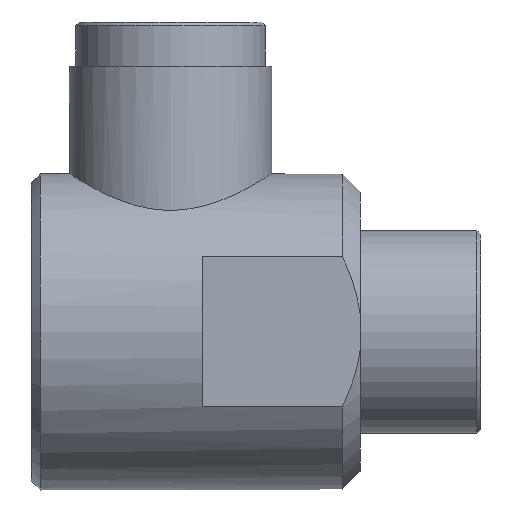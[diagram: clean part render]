
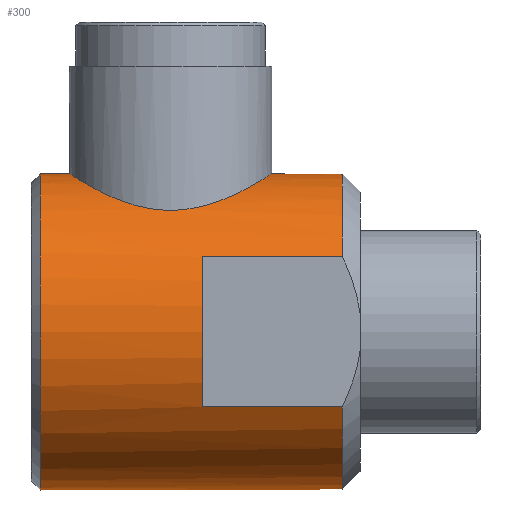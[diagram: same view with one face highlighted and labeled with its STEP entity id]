
A CAD part, left-side view. The second image highlights one B-rep face of the part: STEP entity #300.
In plain terms, the highlighted cylindrical face has radius 12.5 mm (diameter 25 mm), a full revolution.
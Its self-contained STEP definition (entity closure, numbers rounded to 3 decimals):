
#43=LINE('',#509,#51);
#44=LINE('',#514,#52);
#45=LINE('',#518,#53);
#46=LINE('',#522,#54);
#51=VECTOR('',#390,1000.);
#52=VECTOR('',#393,1000.);
#53=VECTOR('',#396,1000.);
#54=VECTOR('',#399,1000.);
#59=B_SPLINE_CURVE_WITH_KNOTS('',3,(#488,#489,#490,#491,#492,#493,#494,
#495,#496,#497,#498,#499,#500,#501,#502,#503,#504,#505,#506,#507),
 .UNSPECIFIED.,.T.,.F.,(1,1,1,1,1,1,1,1,1,1,1,1,1,1,1,1,1,1,1,1,1,1,1,1),
(-0.006,-0.003,-0.002,0.,0.003,
0.006,0.01,0.013,0.016,
0.019,0.023,0.026,0.029,
0.032,0.035,0.039,0.042,
0.045,0.048,0.05,0.051,
0.055,0.058,0.061),.UNSPECIFIED.);
#65=ORIENTED_EDGE('',*,*,#133,.F.);
#66=ORIENTED_EDGE('',*,*,#134,.F.);
#67=ORIENTED_EDGE('',*,*,#135,.F.);
#68=ORIENTED_EDGE('',*,*,#136,.T.);
#69=ORIENTED_EDGE('',*,*,#137,.F.);
#70=ORIENTED_EDGE('',*,*,#138,.T.);
#71=ORIENTED_EDGE('',*,*,#139,.F.);
#72=ORIENTED_EDGE('',*,*,#140,.T.);
#73=ORIENTED_EDGE('',*,*,#141,.F.);
#74=ORIENTED_EDGE('',*,*,#142,.T.);
#133=EDGE_CURVE('',#167,#167,#195,.T.);
#134=EDGE_CURVE('',#168,#168,#59,.T.);
#135=EDGE_CURVE('',#169,#170,#43,.T.);
#136=EDGE_CURVE('',#169,#171,#196,.T.);
#137=EDGE_CURVE('',#172,#171,#44,.F.);
#138=EDGE_CURVE('',#172,#173,#197,.T.);
#139=EDGE_CURVE('',#174,#173,#45,.T.);
#140=EDGE_CURVE('',#174,#175,#198,.T.);
#141=EDGE_CURVE('',#176,#175,#46,.F.);
#142=EDGE_CURVE('',#176,#170,#199,.T.);
#167=VERTEX_POINT('',#487);
#168=VERTEX_POINT('',#508);
#169=VERTEX_POINT('',#510);
#170=VERTEX_POINT('',#511);
#171=VERTEX_POINT('',#513);
#172=VERTEX_POINT('',#515);
#173=VERTEX_POINT('',#517);
#174=VERTEX_POINT('',#519);
#175=VERTEX_POINT('',#521);
#176=VERTEX_POINT('',#523);
#195=CIRCLE('',#340,12.5);
#196=CIRCLE('',#341,12.5);
#197=CIRCLE('',#342,12.5);
#198=CIRCLE('',#343,12.5);
#199=CIRCLE('',#344,12.5);
#215=EDGE_LOOP('',(#65));
#216=EDGE_LOOP('',(#66));
#217=EDGE_LOOP('',(#67,#68,#69,#70,#71,#72,#73,#74));
#255=FACE_BOUND('',#215,.T.);
#256=FACE_BOUND('',#216,.T.);
#257=FACE_BOUND('',#217,.T.);
#295=CYLINDRICAL_SURFACE('',#339,12.5);
#300=ADVANCED_FACE('',(#255,#256,#257),#295,.T.);
#339=AXIS2_PLACEMENT_3D('',#485,#386,#387);
#340=AXIS2_PLACEMENT_3D('',#486,#388,#389);
#341=AXIS2_PLACEMENT_3D('',#512,#391,#392);
#342=AXIS2_PLACEMENT_3D('',#516,#394,#395);
#343=AXIS2_PLACEMENT_3D('',#520,#397,#398);
#344=AXIS2_PLACEMENT_3D('',#524,#400,#401);
#386=DIRECTION('',(0.,1.,0.));
#387=DIRECTION('',(0.,0.,1.));
#388=DIRECTION('',(0.,1.,0.));
#389=DIRECTION('',(0.,0.,1.));
#390=DIRECTION('',(0.,1.,0.));
#391=DIRECTION('',(0.,1.,0.));
#392=DIRECTION('',(0.,0.,1.));
#393=DIRECTION('',(0.,1.,0.));
#394=DIRECTION('',(0.,1.,0.));
#395=DIRECTION('',(0.,0.,1.));
#396=DIRECTION('',(0.,1.,0.));
#397=DIRECTION('',(0.,1.,0.));
#398=DIRECTION('',(0.,0.,1.));
#399=DIRECTION('',(0.,1.,0.));
#400=DIRECTION('',(0.,1.,0.));
#401=DIRECTION('',(0.,0.,1.));
#485=CARTESIAN_POINT('',(0.,35.5,0.));
#486=CARTESIAN_POINT('',(0.,34.793,0.));
#487=CARTESIAN_POINT('',(0.,34.793,12.5));
#488=CARTESIAN_POINT('',(-9.701,26.136,-7.887));
#489=CARTESIAN_POINT('',(-9.507,23.948,-8.113));
#490=CARTESIAN_POINT('',(-10.,21.289,-7.549));
#491=CARTESIAN_POINT('',(-11.155,18.734,-5.817));
#492=CARTESIAN_POINT('',(-12.195,16.966,-3.256));
#493=CARTESIAN_POINT('',(-12.648,16.274,-0.044));
#494=CARTESIAN_POINT('',(-12.212,16.938,3.204));
#495=CARTESIAN_POINT('',(-11.17,18.707,5.788));
#496=CARTESIAN_POINT('',(-10.018,21.234,7.527));
#497=CARTESIAN_POINT('',(-9.405,24.461,8.228));
#498=CARTESIAN_POINT('',(-9.99,27.688,7.562));
#499=CARTESIAN_POINT('',(-11.148,30.254,5.829));
#500=CARTESIAN_POINT('',(-12.194,32.033,3.266));
#501=CARTESIAN_POINT('',(-12.649,32.727,0.028));
#502=CARTESIAN_POINT('',(-12.211,32.059,-3.208));
#503=CARTESIAN_POINT('',(-11.161,30.283,-5.805));
#504=CARTESIAN_POINT('',(-10.202,28.149,-7.251));
#505=CARTESIAN_POINT('',(-9.701,26.136,-7.887));
#506=CARTESIAN_POINT('',(-9.507,23.948,-8.113));
#507=CARTESIAN_POINT('',(-10.,21.289,-7.549));
#508=CARTESIAN_POINT('',(-9.605,24.5,-8.));
#509=CARTESIAN_POINT('',(-5.937,35.5,-11.));
#510=CARTESIAN_POINT('',(-5.937,10.914,-11.));
#511=CARTESIAN_POINT('',(-5.937,22.,-11.));
#512=CARTESIAN_POINT('',(0.,10.914,0.));
#513=CARTESIAN_POINT('',(-5.937,10.914,11.));
#514=CARTESIAN_POINT('',(-5.937,35.5,11.));
#515=CARTESIAN_POINT('',(-5.937,22.,11.));
#516=CARTESIAN_POINT('',(0.,22.,0.));
#517=CARTESIAN_POINT('',(5.937,22.,11.));
#518=CARTESIAN_POINT('',(5.937,35.5,11.));
#519=CARTESIAN_POINT('',(5.937,10.914,11.));
#520=CARTESIAN_POINT('',(0.,10.914,0.));
#521=CARTESIAN_POINT('',(5.937,10.914,-11.));
#522=CARTESIAN_POINT('',(5.937,35.5,-11.));
#523=CARTESIAN_POINT('',(5.937,22.,-11.));
#524=CARTESIAN_POINT('',(0.,22.,0.));
